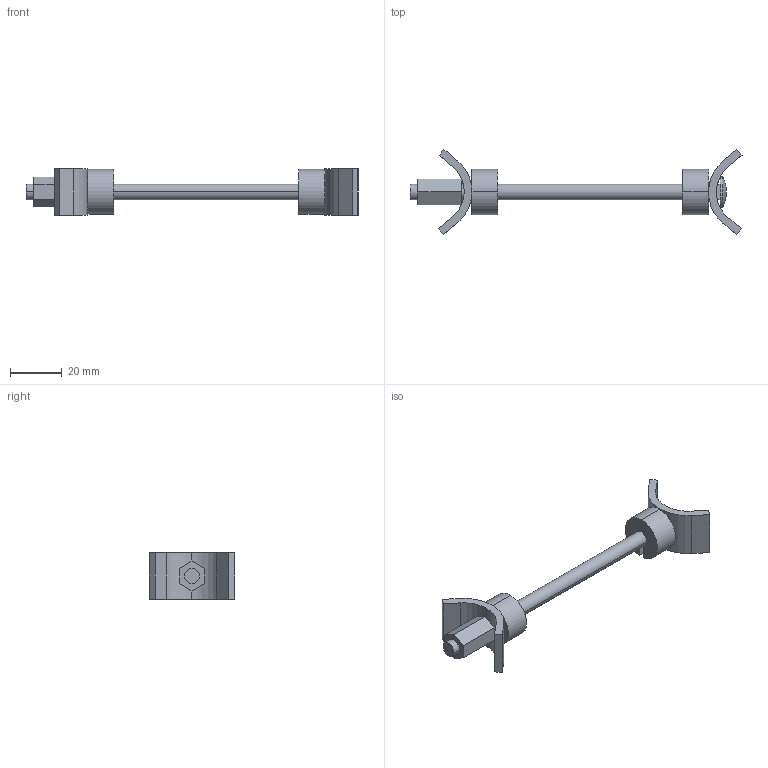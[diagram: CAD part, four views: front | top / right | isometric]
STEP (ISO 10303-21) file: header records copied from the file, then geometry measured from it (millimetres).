
FILE_DESCRIPTION (( 'STEP AP214' ), '1' );
FILE_NAME ('F001823_3D.step', '2022-08-15T13:32:13', ( '' ), ( '' ), 'SwSTEP 2.0', 'SolidWorks 2020', '' );
FILE_SCHEMA (( 'AUTOMOTIVE_DESIGN' ));
Length unit declared in the file: millimetre
Products named in the file (1): F001823_3D
Bounding box: 128.5 x 33 x 18 mm (x, y, z)
Volume: 12660 mm3; surface area: 9462.2 mm2
Topology: 6 solids, 6 shells, 74 faces, 190 edges, 123 vertices
Faces by surface type: plane 50, cylinder 22, bspline 2
Entity records: 3167 total; most frequent: CARTESIAN_POINT 422, DIRECTION 394, ORIENTED_EDGE 376, EDGE_CURVE 188, AXIS2_PLACEMENT_3D 135, LINE 124, VECTOR 124, VERTEX_POINT 123
